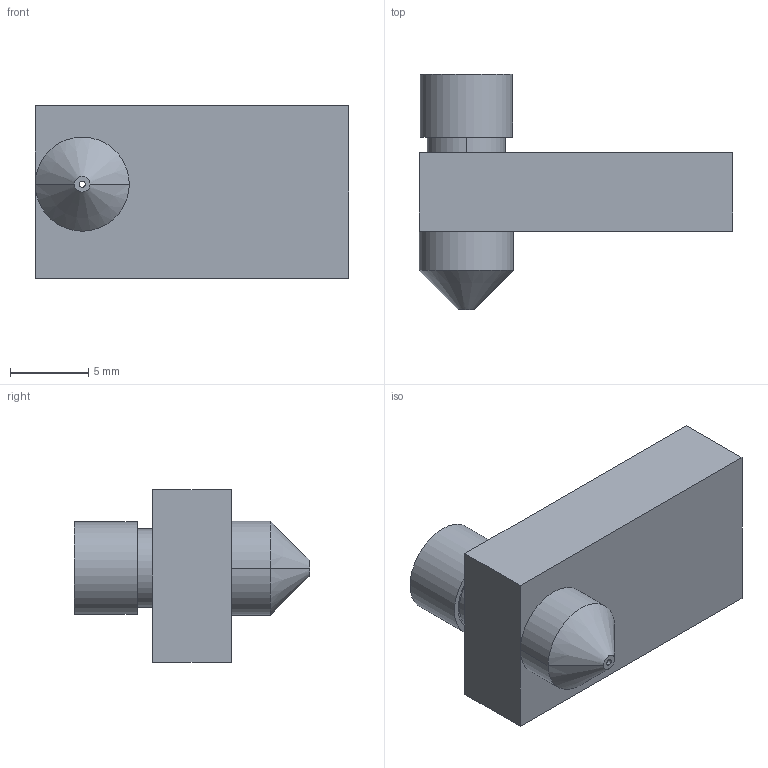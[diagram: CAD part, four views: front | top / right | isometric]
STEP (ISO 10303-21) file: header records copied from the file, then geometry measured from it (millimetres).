
FILE_DESCRIPTION(('Open CASCADE Model'),'2;1');
FILE_NAME('Open CASCADE Shape Model','2014-06-25T16:28:16',('Author'),( 'Open CASCADE'),'Open CASCADE STEP processor 6.5','Open CASCADE 6.5' ,'Unknown');
FILE_SCHEMA(('AUTOMOTIVE_DESIGN_CC2 { 1 2 10303 214 -1 1 5 4 }'));
Length unit declared in the file: millimetre
Products named in the file (2): Cut; _301_Z2P_D_integrated_nozzle_3mm
Bounding box: 20 x 15 x 11 mm (x, y, z)
Volume: 946.2 mm3; surface area: 1530.3 mm2
Topology: 2 solids, 2 shells, 38 faces, 92 edges, 58 vertices
Faces by surface type: cylinder 18, plane 14, cone 6
Full cylindrical faces by diameter (mm): 4 x1, 5.9 x1
Entity records: 2856 total; most frequent: CARTESIAN_POINT 1166, DIRECTION 257, ORIENTED_EDGE 180, PCURVE 180, DEFINITIONAL_REPRESENTATION 180, B_SPLINE_CURVE_WITH_KNOTS 118, EDGE_CURVE 90, SURFACE_CURVE 88
